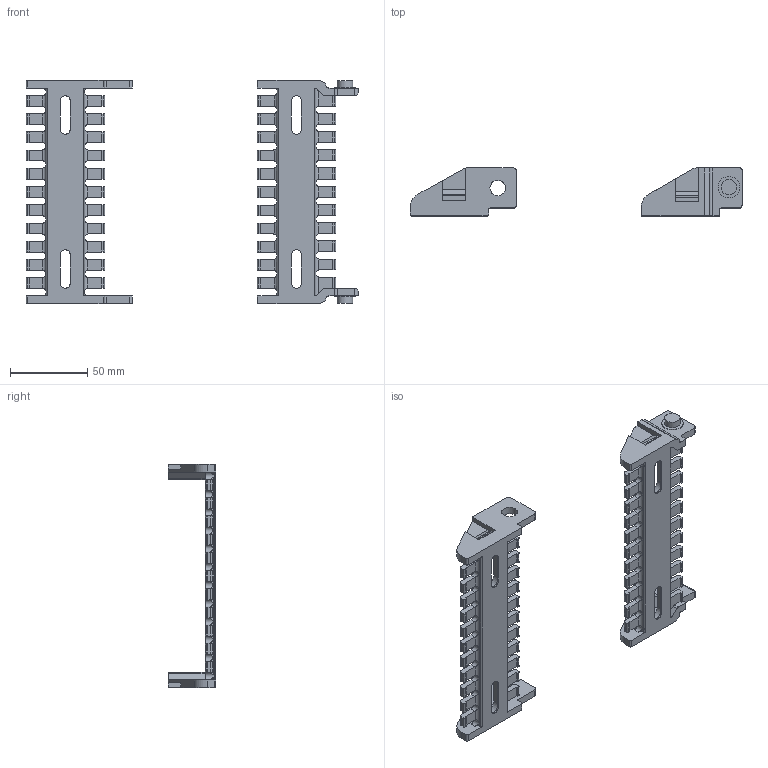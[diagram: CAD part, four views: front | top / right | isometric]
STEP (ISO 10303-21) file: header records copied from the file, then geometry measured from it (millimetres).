
FILE_DESCRIPTION (( 'STEP AP214' ), '1' );
FILE_NAME ('CDC-KAZ-10X49.STEP', '2025-04-03T18:01:53', ( '' ), ( '' ), 'SwSTEP 2.0', 'SolidWorks 2024', '' );
FILE_SCHEMA (( 'AUTOMOTIVE_DESIGN' ));
Length unit declared in the file: millimetre
Products named in the file (1): CDC-KAZ-10X49
Bounding box: 215.5 x 31 x 145 mm (x, y, z)
Volume: 83833 mm3; surface area: 46817.5 mm2
Topology: 2 solids, 2 shells, 757 faces, 2281 edges, 1492 vertices
Faces by surface type: plane 384, cylinder 329, sphere 44
Full cylindrical faces by diameter (mm): 10.1 x2, 10.2 x2, 14 x2
Entity records: 30495 total; most frequent: CARTESIAN_POINT 10231, ORIENTED_EDGE 4374, DIRECTION 4157, EDGE_CURVE 2187, VERTEX_POINT 1448, VECTOR 1433, LINE 1433, AXIS2_PLACEMENT_3D 1362
